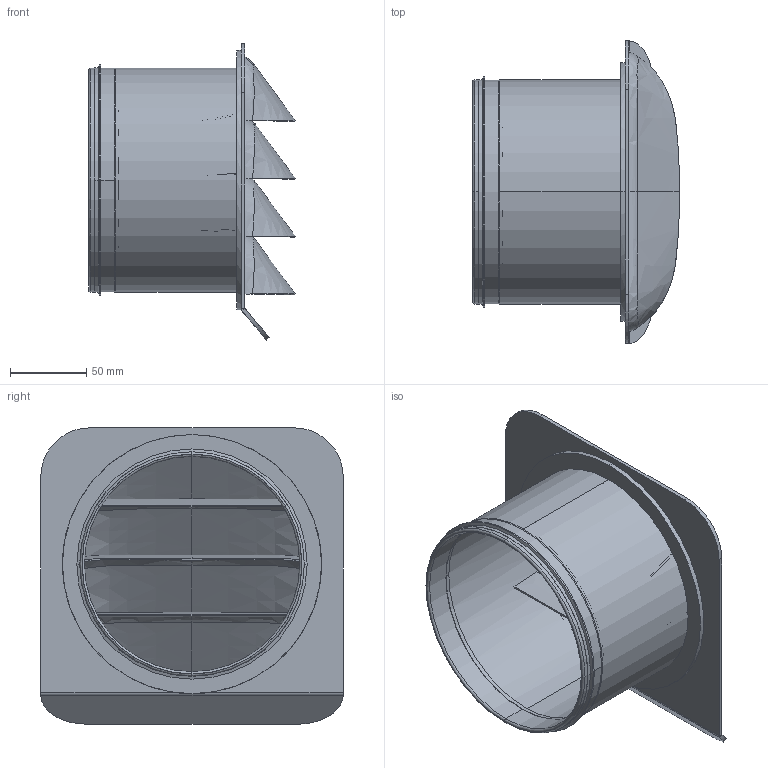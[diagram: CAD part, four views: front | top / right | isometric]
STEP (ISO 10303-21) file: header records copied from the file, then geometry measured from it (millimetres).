
FILE_DESCRIPTION(('STEP AP214'),'1');
FILE_NAME('enjalousie.STP','2023-06-05T13:24:55',(' '),(' '),'Spatial InterOp 3D',' ',' ');
FILE_SCHEMA(('AUTOMOTIVE_DESIGN { 1 0 10303 214 1 1 1 1 }'));
Length unit declared in the file: millimetre
Products named in the file (1): 1
Bounding box: 135.51 x 198.36 x 194.35 mm (x, y, z)
Volume: 173822.6 mm3; surface area: 239752 mm2
Topology: 1 solids, 1 shells, 142 faces, 351 edges, 210 vertices
Faces by surface type: bspline 58, cylinder 36, plane 26, extrusion 12, torus 6, cone 4
Entity records: 30944 total; most frequent: CARTESIAN_POINT 28069, ORIENTED_EDGE 702, DIRECTION 404, EDGE_CURVE 351, B_SPLINE_CURVE_WITH_KNOTS 213, VERTEX_POINT 210, AXIS2_PLACEMENT_3D 169, EDGE_LOOP 149
